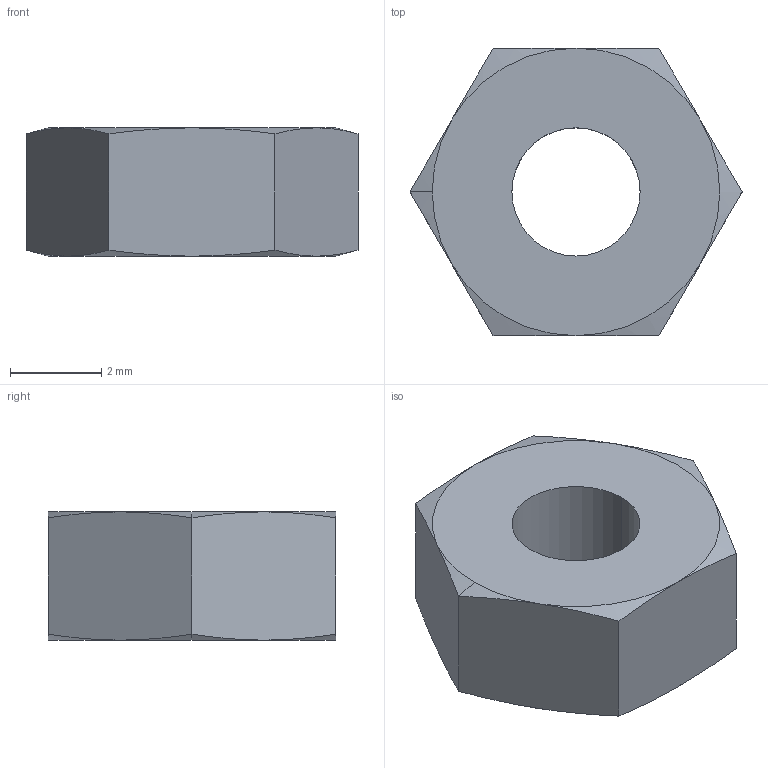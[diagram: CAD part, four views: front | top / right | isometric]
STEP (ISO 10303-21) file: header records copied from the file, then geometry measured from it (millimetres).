
FILE_DESCRIPTION (( 'STEP AP214' ), '1' );
FILE_NAME ('4BA NUT.STEP', '2020-09-09T10:59:41', ( '' ), ( '' ), 'SwSTEP 2.0', 'SolidWorks 2018', '' );
FILE_SCHEMA (( 'AUTOMOTIVE_DESIGN' ));
Length unit declared in the file: millimetre
Products named in the file (2): 4BA NUT
Bounding box: 7.27 x 6.3 x 2.81 mm (x, y, z)
Volume: 78.9 mm3; surface area: 140.7 mm2
Topology: 1 solids, 1 shells, 24 faces, 52 edges, 30 vertices
Faces by surface type: cone 14, plane 8, cylinder 2
Entity records: 741 total; most frequent: CARTESIAN_POINT 180, ORIENTED_EDGE 104, DIRECTION 98, EDGE_CURVE 52, AXIS2_PLACEMENT_3D 44, VERTEX_POINT 30, EDGE_LOOP 26, FACE_OUTER_BOUND 24
